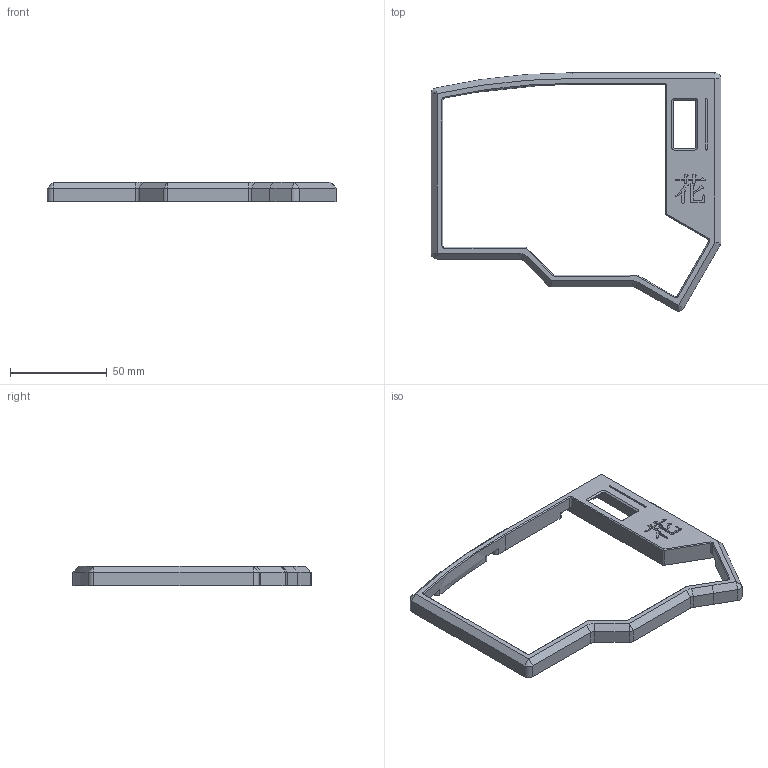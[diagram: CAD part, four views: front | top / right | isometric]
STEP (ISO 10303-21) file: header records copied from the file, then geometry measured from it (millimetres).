
FILE_DESCRIPTION(/* description */ (''),/* implementation_level */ '2;1');
FILE_NAME(/* name */ 'top.step',/* time_stamp */ '2021-01-29T20:43:04-06:00',/* author */ (''),/* organization */ (''),/* preprocessor_version */ 'ST-DEVELOPER v18.1',/* originating_system */ 'Autodesk Translation Framework v9.7.1.1290',/* authorisation */ '');
FILE_SCHEMA (('AUTOMOTIVE_DESIGN { 1 0 10303 214 3 1 1 }'));
Length unit declared in the file: millimetre
Products named in the file (1): Case gasket-mount
Bounding box: 149.7 x 123.27 x 9.9 mm (x, y, z)
Volume: 33717.7 mm3; surface area: 18711.7 mm2
Topology: 1 solids, 1 shells, 240 faces, 642 edges, 401 vertices
Faces by surface type: plane 113, cylinder 65, cone 38, bspline 24
Full cylindrical faces by diameter (mm): 1.623 x13
Entity records: 7613 total; most frequent: CARTESIAN_POINT 1681, ORIENTED_EDGE 1246, DIRECTION 1160, EDGE_CURVE 623, LINE 420, VECTOR 420, VERTEX_POINT 401, AXIS2_PLACEMENT_3D 370
